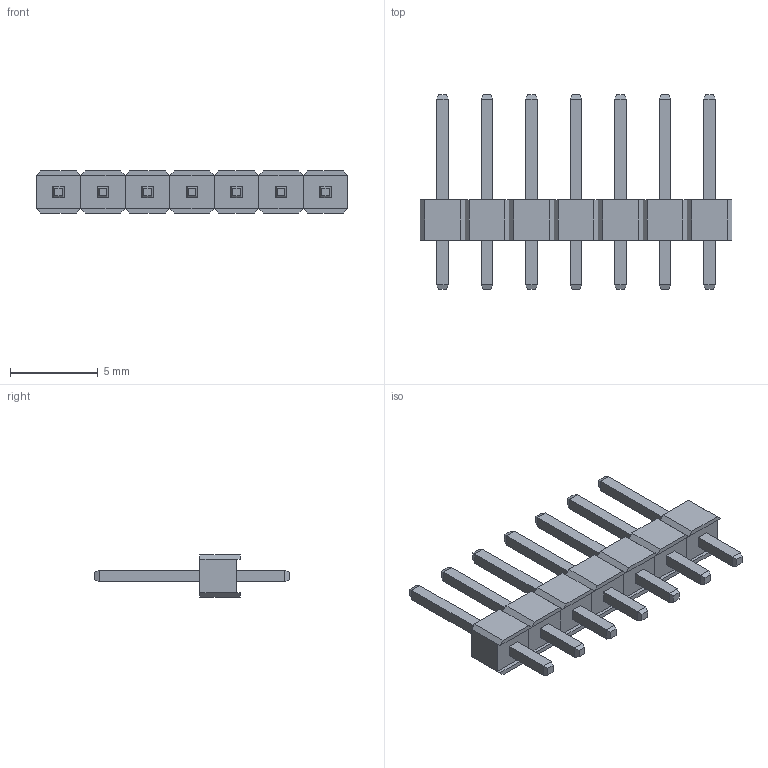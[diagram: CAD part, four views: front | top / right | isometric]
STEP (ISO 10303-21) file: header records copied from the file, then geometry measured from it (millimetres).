
FILE_DESCRIPTION (( 'STEP AP214' ), '1' );
FILE_NAME ('7x_Male_Pin_2.54_mm.STEP', '2020-05-13T07:45:28', ( '' ), ( '' ), 'SwSTEP 2.0', 'SolidWorks 2018', '' );
FILE_SCHEMA (( 'AUTOMOTIVE_DESIGN' ));
Length unit declared in the file: millimetre
Products named in the file (2): 7x_Male_Pin_2.54_mm; 1_Male_Pin_2.54_mm
Assembly tree (7 placements, depth 2):
  7x_Male_Pin_2.54_mm
    1_Male_Pin_2.54_mm  x7
Bounding box: 17.78 x 11.1 x 2.4 mm (x, y, z)
Volume: 115.6 mm3; surface area: 394.9 mm2
Topology: 7 solids, 7 shells, 224 faces, 504 edges, 308 vertices
Faces by surface type: plane 224
Entity records: 1326 total; most frequent: CARTESIAN_POINT 158, DIRECTION 156, ORIENTED_EDGE 144, LINE 72, VECTOR 72, EDGE_CURVE 72, VERTEX_POINT 44, AXIS2_PLACEMENT_3D 42
